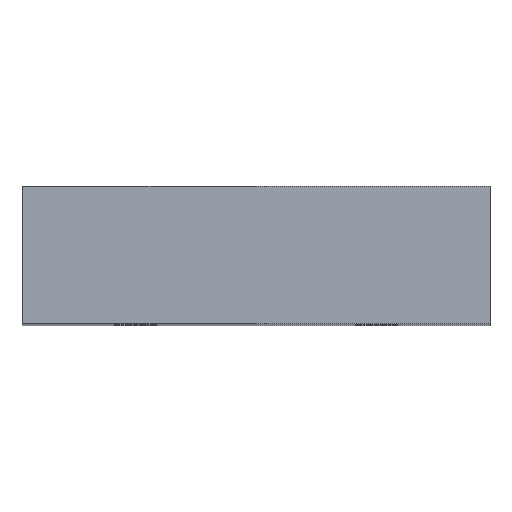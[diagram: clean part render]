
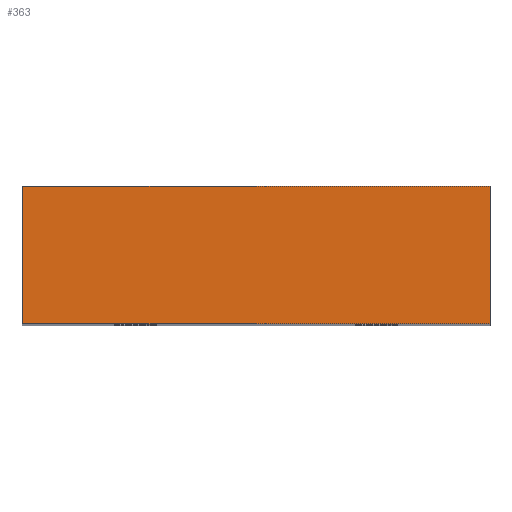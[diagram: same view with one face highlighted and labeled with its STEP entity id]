
A CAD part, top view. The second image highlights one B-rep face of the part: STEP entity #363.
In plain terms, the highlighted planar face has unit normal (0, 0, 1).
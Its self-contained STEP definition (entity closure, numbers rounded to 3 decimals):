
#105 = EDGE_CURVE ( 'NONE', #459, #416, #444, .T. ) ;
#194 = ORIENTED_EDGE ( 'NONE', *, *, #105, .T. ) ;
#253 = CARTESIAN_POINT ( 'NONE',  ( 34., 20., 90. ) ) ;
#272 = VECTOR ( 'NONE', #351, 1000. ) ;
#290 = CARTESIAN_POINT ( 'NONE',  ( 34., 0., 90. ) ) ;
#332 = VERTEX_POINT ( 'NONE', #812 ) ;
#351 = DIRECTION ( 'NONE',  ( 1., 0., 0. ) ) ;
#363 = ADVANCED_FACE ( 'NONE', ( #1166 ), #717, .F. ) ;
#366 = CARTESIAN_POINT ( 'NONE',  ( -34., 0., 90. ) ) ;
#416 = VERTEX_POINT ( 'NONE', #366 ) ;
#444 = LINE ( 'NONE', #603, #743 ) ;
#459 = VERTEX_POINT ( 'NONE', #1254 ) ;
#603 = CARTESIAN_POINT ( 'NONE',  ( -34., 20., 90. ) ) ;
#676 = CARTESIAN_POINT ( 'NONE',  ( 34., 20., 90. ) ) ;
#717 = PLANE ( 'NONE',  #875 ) ;
#721 = DIRECTION ( 'NONE',  ( 0., 0., -1. ) ) ;
#726 = EDGE_CURVE ( 'NONE', #1245, #332, #862, .T. ) ;
#743 = VECTOR ( 'NONE', #807, 1000. ) ;
#745 = EDGE_CURVE ( 'NONE', #416, #332, #754, .T. ) ;
#754 = LINE ( 'NONE', #290, #1121 ) ;
#756 = ORIENTED_EDGE ( 'NONE', *, *, #913, .F. ) ;
#784 = LINE ( 'NONE', #253, #272 ) ;
#807 = DIRECTION ( 'NONE',  ( 0., -1., 0. ) ) ;
#812 = CARTESIAN_POINT ( 'NONE',  ( 34., 0., 90. ) ) ;
#852 = CARTESIAN_POINT ( 'NONE',  ( 34., 20., 90. ) ) ;
#862 = LINE ( 'NONE', #676, #916 ) ;
#875 = AXIS2_PLACEMENT_3D ( 'NONE', #1226, #721, #917 ) ;
#913 = EDGE_CURVE ( 'NONE', #459, #1245, #784, .T. ) ;
#916 = VECTOR ( 'NONE', #1191, 1000. ) ;
#917 = DIRECTION ( 'NONE',  ( -1., 0., 0. ) ) ;
#1080 = ORIENTED_EDGE ( 'NONE', *, *, #745, .T. ) ;
#1121 = VECTOR ( 'NONE', #1188, 1000. ) ;
#1126 = EDGE_LOOP ( 'NONE', ( #1080, #1205, #756, #194 ) ) ;
#1166 = FACE_OUTER_BOUND ( 'NONE', #1126, .T. ) ;
#1188 = DIRECTION ( 'NONE',  ( 1., 0., 0. ) ) ;
#1191 = DIRECTION ( 'NONE',  ( 0., -1., 0. ) ) ;
#1205 = ORIENTED_EDGE ( 'NONE', *, *, #726, .F. ) ;
#1226 = CARTESIAN_POINT ( 'NONE',  ( 34., 20., 90. ) ) ;
#1245 = VERTEX_POINT ( 'NONE', #852 ) ;
#1254 = CARTESIAN_POINT ( 'NONE',  ( -34., 20., 90. ) ) ;
